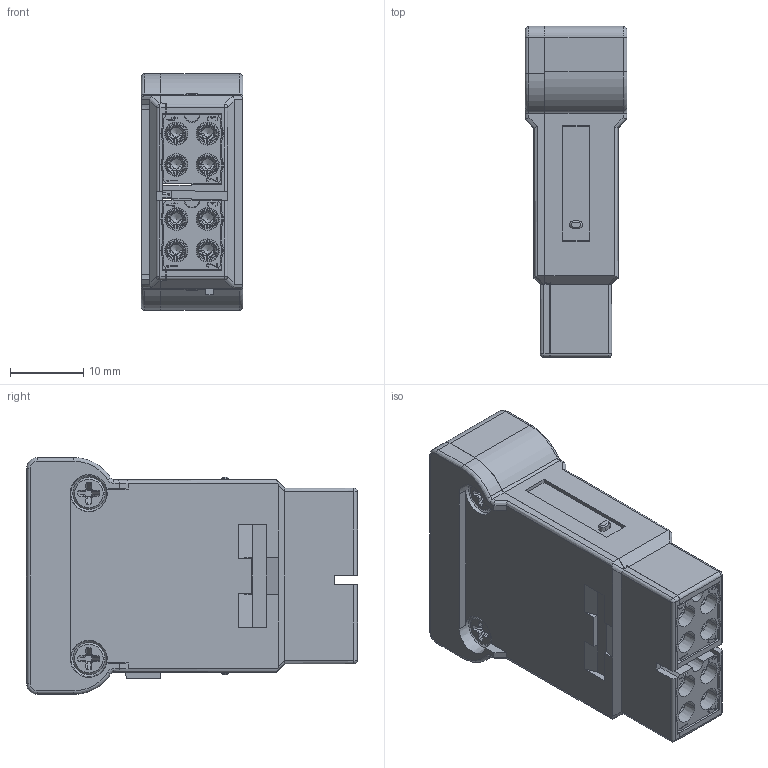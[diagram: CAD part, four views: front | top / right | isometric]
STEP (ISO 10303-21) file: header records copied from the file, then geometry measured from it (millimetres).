
FILE_DESCRIPTION(/* description */ (''),/* implementation_level */ '2;1');
FILE_NAME(/* name */ '3D_1290080200510-HMMB_1-008-FC 3SP_V1.0.stp',/* time_stamp */ '2023-11-18T17:30:31+08:00',/* author */ (''),/* organization */ (''),/* preprocessor_version */ 'ST-DEVELOPER v18.1',/* originating_system */ 'SIEMENS PLM Software NX 1980',/* authorisation */ '');
FILE_SCHEMA (('AUTOMOTIVE_DESIGN { 1 0 10303 214 3 1 1 1 }'));
Products named in the file (1): _model2
Bounding box: 13.9 x 45.3 x 32.4 mm (x, y, z)
Volume: 7612.5 mm3; surface area: 16227.1 mm2
Topology: 11 solids, 14 shells, 1543 faces, 4129 edges, 2644 vertices
Faces by surface type: plane 633, cylinder 568, cone 216, torus 62, bspline 52, sphere 12
Full cylindrical faces by diameter (mm): 0.9 x16, 1.7 x8, 1.8 x8, 2.05 x2, 2.45 x8, 2.5 x2, 2.55 x8, 2.6 x10, 2.7 x2, 3.5 x16, 4.4 x2
Entity records: 65656 total; most frequent: CARTESIAN_POINT 29195, ORIENTED_EDGE 7574, DIRECTION 6144, EDGE_CURVE 3787, VERTEX_POINT 2497, AXIS2_PLACEMENT_3D 2251, EDGE_LOOP 1804, LINE 1642
